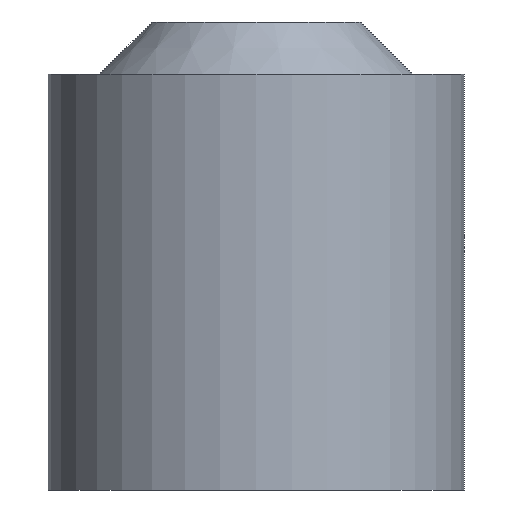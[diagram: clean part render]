
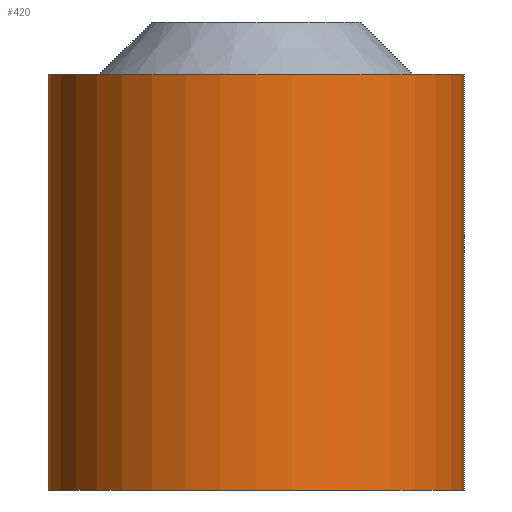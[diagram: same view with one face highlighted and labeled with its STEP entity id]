
A CAD part, front view. The second image highlights one B-rep face of the part: STEP entity #420.
In plain terms, the highlighted cylindrical face has radius 4 mm (diameter 8 mm), a partial arc.
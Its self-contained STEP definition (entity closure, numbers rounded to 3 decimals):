
#24 = VERTEX_POINT ( 'NONE', #319 ) ;
#28 = DIRECTION ( 'NONE',  ( 0., 0., 1. ) ) ;
#50 = VECTOR ( 'NONE', #257, 1000. ) ;
#64 = VERTEX_POINT ( 'NONE', #435 ) ;
#68 = CARTESIAN_POINT ( 'NONE',  ( 0., -9., 8. ) ) ;
#87 = ORIENTED_EDGE ( 'NONE', *, *, #190, .F. ) ;
#128 = CYLINDRICAL_SURFACE ( 'NONE', #157, 4. ) ;
#145 = VERTEX_POINT ( 'NONE', #363 ) ;
#149 = CIRCLE ( 'NONE', #427, 4. ) ;
#157 = AXIS2_PLACEMENT_3D ( 'NONE', #173, #454, #316 ) ;
#173 = CARTESIAN_POINT ( 'NONE',  ( 0., -9., 8. ) ) ;
#177 = EDGE_CURVE ( 'NONE', #24, #327, #407, .T. ) ;
#190 = EDGE_CURVE ( 'NONE', #327, #145, #330, .T. ) ;
#197 = DIRECTION ( 'NONE',  ( 0., 0., 1. ) ) ;
#198 = AXIS2_PLACEMENT_3D ( 'NONE', #68, #28, #298 ) ;
#204 = EDGE_LOOP ( 'NONE', ( #252, #87, #325, #423 ) ) ;
#208 = VECTOR ( 'NONE', #250, 1000. ) ;
#230 = CARTESIAN_POINT ( 'NONE',  ( 0., -9., 0. ) ) ;
#246 = EDGE_CURVE ( 'NONE', #64, #145, #149, .T. ) ;
#250 = DIRECTION ( 'NONE',  ( 0., 0., -1. ) ) ;
#252 = ORIENTED_EDGE ( 'NONE', *, *, #246, .T. ) ;
#257 = DIRECTION ( 'NONE',  ( 0., 0., -1. ) ) ;
#268 = CARTESIAN_POINT ( 'NONE',  ( 4., -9., 8. ) ) ;
#285 = FACE_OUTER_BOUND ( 'NONE', #204, .T. ) ;
#298 = DIRECTION ( 'NONE',  ( 1., 0., 0. ) ) ;
#316 = DIRECTION ( 'NONE',  ( -1., 0., 0. ) ) ;
#319 = CARTESIAN_POINT ( 'NONE',  ( -4., -9., 8. ) ) ;
#325 = ORIENTED_EDGE ( 'NONE', *, *, #177, .F. ) ;
#327 = VERTEX_POINT ( 'NONE', #268 ) ;
#330 = LINE ( 'NONE', #365, #50 ) ;
#344 = EDGE_CURVE ( 'NONE', #24, #64, #457, .T. ) ;
#363 = CARTESIAN_POINT ( 'NONE',  ( 4., -9., 0. ) ) ;
#365 = CARTESIAN_POINT ( 'NONE',  ( 4., -9., 8. ) ) ;
#407 = CIRCLE ( 'NONE', #198, 4. ) ;
#412 = DIRECTION ( 'NONE',  ( 1., 0., 0. ) ) ;
#420 = ADVANCED_FACE ( 'NONE', ( #285 ), #128, .T. ) ;
#423 = ORIENTED_EDGE ( 'NONE', *, *, #344, .T. ) ;
#425 = CARTESIAN_POINT ( 'NONE',  ( -4., -9., 8. ) ) ;
#427 = AXIS2_PLACEMENT_3D ( 'NONE', #230, #197, #412 ) ;
#435 = CARTESIAN_POINT ( 'NONE',  ( -4., -9., 0. ) ) ;
#454 = DIRECTION ( 'NONE',  ( 0., 0., -1. ) ) ;
#457 = LINE ( 'NONE', #425, #208 ) ;
